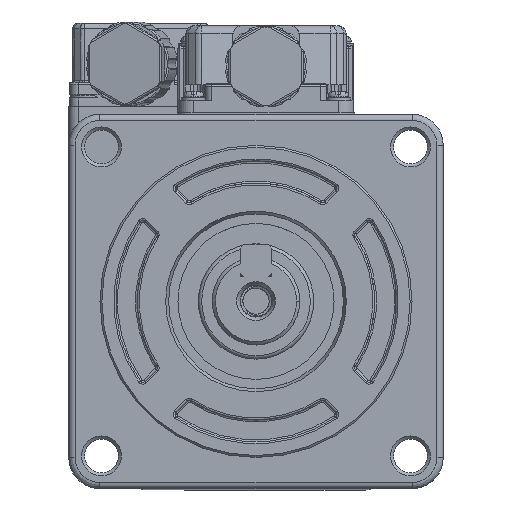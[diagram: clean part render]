
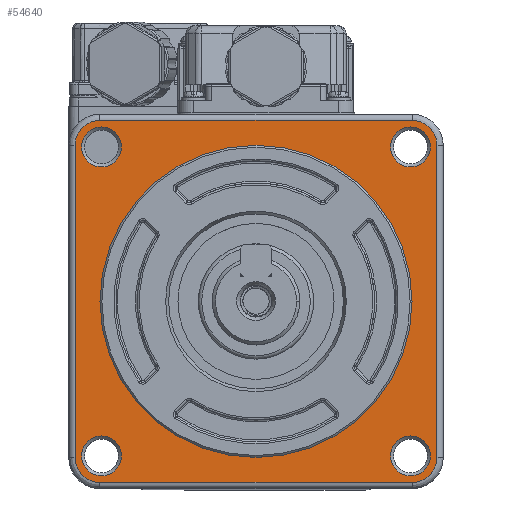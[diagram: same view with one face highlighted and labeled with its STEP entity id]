
A CAD part, top view. The second image highlights one B-rep face of the part: STEP entity #54640.
In plain terms, the highlighted planar face has unit normal (0, 0, 1).
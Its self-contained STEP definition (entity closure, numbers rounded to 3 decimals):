
#54115=CARTESIAN_POINT('',(-175.,29.,11.));
#54116=VERTEX_POINT('',#54115);
#54124=CARTESIAN_POINT('',(-125.,29.,11.));
#54125=VERTEX_POINT('',#54124);
#54126=CARTESIAN_POINT('',(-125.,29.,11.));
#54127=DIRECTION('',(-1.,0.,0.));
#54128=VECTOR('',#54127,50.);
#54129=LINE('',#54126,#54128);
#54130=EDGE_CURVE('',#54125,#54116,#54129,.T.);
#54497=CARTESIAN_POINT('',(-179.,25.,11.));
#54498=VERTEX_POINT('',#54497);
#54506=CARTESIAN_POINT('',(-175.,25.,11.));
#54507=DIRECTION('',(0.,1.,0.));
#54508=DIRECTION('',(0.,0.,1.));
#54509=AXIS2_PLACEMENT_3D('',#54506,#54508,#54507);
#54510=CIRCLE('',#54509,4.);
#54511=EDGE_CURVE('',#54116,#54498,#54510,.T.);
#54518=CARTESIAN_POINT('',(-150.,0.,11.));
#54519=DIRECTION('',(0.,1.,0.));
#54520=DIRECTION('',(0.,-0.,1.));
#54521=AXIS2_PLACEMENT_3D('',#54518,#54520,#54519);
#54522=PLANE('',#54521);
#54523=CARTESIAN_POINT('',(-121.,-25.,11.));
#54524=VERTEX_POINT('',#54523);
#54525=CARTESIAN_POINT('',(-125.,-29.,11.));
#54526=VERTEX_POINT('',#54525);
#54527=CARTESIAN_POINT('',(-125.,-25.,11.));
#54528=DIRECTION('',(1.,0.,0.));
#54529=DIRECTION('',(0.,0.,-1.));
#54530=AXIS2_PLACEMENT_3D('',#54527,#54529,#54528);
#54531=CIRCLE('',#54530,4.);
#54532=EDGE_CURVE('',#54524,#54526,#54531,.T.);
#54533=ORIENTED_EDGE('',*,*,#54532,.F.);
#54534=CARTESIAN_POINT('',(-121.,25.,11.));
#54535=VERTEX_POINT('',#54534);
#54536=CARTESIAN_POINT('',(-121.,25.,11.));
#54537=DIRECTION('',(0.,-1.,0.));
#54538=VECTOR('',#54537,50.);
#54539=LINE('',#54536,#54538);
#54540=EDGE_CURVE('',#54535,#54524,#54539,.T.);
#54541=ORIENTED_EDGE('',*,*,#54540,.F.);
#54542=CARTESIAN_POINT('',(-125.,25.,11.));
#54543=DIRECTION('',(0.,1.,0.));
#54544=DIRECTION('',(0.,0.,-1.));
#54545=AXIS2_PLACEMENT_3D('',#54542,#54544,#54543);
#54546=CIRCLE('',#54545,4.);
#54547=EDGE_CURVE('',#54125,#54535,#54546,.T.);
#54548=ORIENTED_EDGE('',*,*,#54547,.F.);
#54549=ORIENTED_EDGE('',*,*,#54130,.T.);
#54550=ORIENTED_EDGE('',*,*,#54511,.T.);
#54551=CARTESIAN_POINT('',(-179.,-25.,11.));
#54552=VERTEX_POINT('',#54551);
#54553=CARTESIAN_POINT('',(-179.,25.,11.));
#54554=DIRECTION('',(0.,-1.,0.));
#54555=VECTOR('',#54554,50.);
#54556=LINE('',#54553,#54555);
#54557=EDGE_CURVE('',#54498,#54552,#54556,.T.);
#54558=ORIENTED_EDGE('',*,*,#54557,.T.);
#54559=CARTESIAN_POINT('',(-175.,-29.,11.));
#54560=VERTEX_POINT('',#54559);
#54561=CARTESIAN_POINT('',(-175.,-25.,11.));
#54562=DIRECTION('',(-1.,0.,0.));
#54563=DIRECTION('',(0.,0.,1.));
#54564=AXIS2_PLACEMENT_3D('',#54561,#54563,#54562);
#54565=CIRCLE('',#54564,4.);
#54566=EDGE_CURVE('',#54552,#54560,#54565,.T.);
#54567=ORIENTED_EDGE('',*,*,#54566,.T.);
#54568=CARTESIAN_POINT('',(-175.,-29.,11.));
#54569=DIRECTION('',(1.,0.,0.));
#54570=VECTOR('',#54569,50.);
#54571=LINE('',#54568,#54570);
#54572=EDGE_CURVE('',#54560,#54526,#54571,.T.);
#54573=ORIENTED_EDGE('',*,*,#54572,.T.);
#54574=EDGE_LOOP('',(#54533,#54541,#54548,#54549,#54550,#54558,#54567,#54573));
#54575=FACE_OUTER_BOUND('',#54574,.T.);
#54576=CARTESIAN_POINT('',(-175.,0.,11.));
#54577=VERTEX_POINT('',#54576);
#54578=CARTESIAN_POINT('',(-125.,0.,11.));
#54579=VERTEX_POINT('',#54578);
#54580=CARTESIAN_POINT('',(-150.,0.,11.));
#54581=DIRECTION('',(-1.,0.,0.));
#54582=DIRECTION('',(0.,0.,-1.));
#54583=AXIS2_PLACEMENT_3D('',#54580,#54582,#54581);
#54584=CIRCLE('',#54583,25.);
#54585=EDGE_CURVE('',#54577,#54579,#54584,.T.);
#54586=ORIENTED_EDGE('',*,*,#54585,.T.);
#54587=CARTESIAN_POINT('',(-150.,0.,11.));
#54588=DIRECTION('',(1.,0.,0.));
#54589=DIRECTION('',(0.,0.,-1.));
#54590=AXIS2_PLACEMENT_3D('',#54587,#54589,#54588);
#54591=CIRCLE('',#54590,25.);
#54592=EDGE_CURVE('',#54579,#54577,#54591,.T.);
#54593=ORIENTED_EDGE('',*,*,#54592,.T.);
#54594=EDGE_LOOP('',(#54586,#54593));
#54595=FACE_BOUND('',#54594,.T.);
#54596=CARTESIAN_POINT('',(-128.451,24.749,11.));
#54597=VERTEX_POINT('',#54596);
#54598=CARTESIAN_POINT('',(-125.251,24.749,11.));
#54599=DIRECTION('',(-1.,0.,0.));
#54600=DIRECTION('',(0.,0.,-1.));
#54601=AXIS2_PLACEMENT_3D('',#54598,#54600,#54599);
#54602=CIRCLE('',#54601,3.2);
#54603=EDGE_CURVE('',#54597,#54597,#54602,.T.);
#54604=ORIENTED_EDGE('',*,*,#54603,.T.);
#54605=EDGE_LOOP('',(#54604));
#54606=FACE_BOUND('',#54605,.T.);
#54607=CARTESIAN_POINT('',(-177.949,-24.749,11.));
#54608=VERTEX_POINT('',#54607);
#54609=CARTESIAN_POINT('',(-174.749,-24.749,11.));
#54610=DIRECTION('',(-1.,0.,-0.));
#54611=DIRECTION('',(0.,0.,-1.));
#54612=AXIS2_PLACEMENT_3D('',#54609,#54611,#54610);
#54613=CIRCLE('',#54612,3.2);
#54614=EDGE_CURVE('',#54608,#54608,#54613,.T.);
#54615=ORIENTED_EDGE('',*,*,#54614,.T.);
#54616=EDGE_LOOP('',(#54615));
#54617=FACE_BOUND('',#54616,.T.);
#54618=CARTESIAN_POINT('',(-128.451,-24.749,11.));
#54619=VERTEX_POINT('',#54618);
#54620=CARTESIAN_POINT('',(-125.251,-24.749,11.));
#54621=DIRECTION('',(-1.,0.,-0.));
#54622=DIRECTION('',(0.,0.,-1.));
#54623=AXIS2_PLACEMENT_3D('',#54620,#54622,#54621);
#54624=CIRCLE('',#54623,3.2);
#54625=EDGE_CURVE('',#54619,#54619,#54624,.T.);
#54626=ORIENTED_EDGE('',*,*,#54625,.T.);
#54627=EDGE_LOOP('',(#54626));
#54628=FACE_BOUND('',#54627,.T.);
#54629=CARTESIAN_POINT('',(-177.949,24.749,11.));
#54630=VERTEX_POINT('',#54629);
#54631=CARTESIAN_POINT('',(-174.749,24.749,11.));
#54632=DIRECTION('',(-1.,0.,-0.));
#54633=DIRECTION('',(0.,0.,-1.));
#54634=AXIS2_PLACEMENT_3D('',#54631,#54633,#54632);
#54635=CIRCLE('',#54634,3.2);
#54636=EDGE_CURVE('',#54630,#54630,#54635,.T.);
#54637=ORIENTED_EDGE('',*,*,#54636,.T.);
#54638=EDGE_LOOP('',(#54637));
#54639=FACE_BOUND('',#54638,.T.);
#54640=ADVANCED_FACE('',(#54575,#54595,#54606,#54617,#54628,#54639),#54522,.T.);
